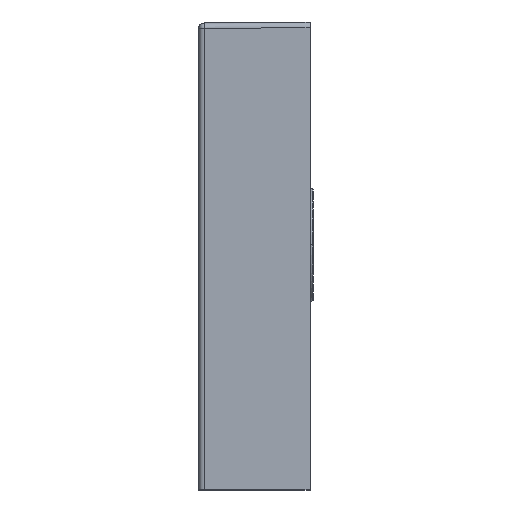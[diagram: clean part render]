
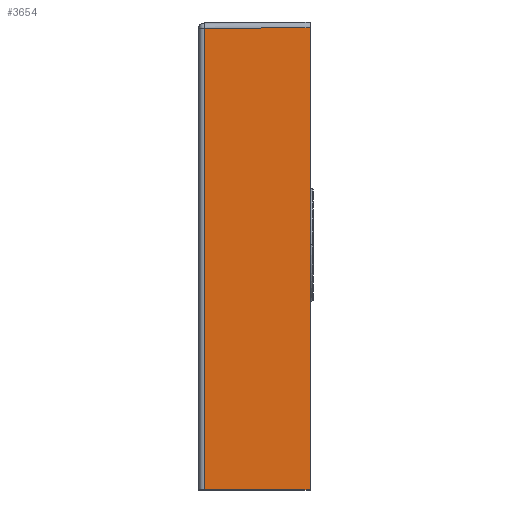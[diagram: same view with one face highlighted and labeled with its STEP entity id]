
A CAD part, left-side view. The second image highlights one B-rep face of the part: STEP entity #3654.
In plain terms, the highlighted planar face has unit normal (-1, 0.009, 0).
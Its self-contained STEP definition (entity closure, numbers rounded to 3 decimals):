
#40 = EDGE_CURVE ( 'NONE', #5141, #3493, #5978, .T. ) ;
#257 = VERTEX_POINT ( 'NONE', #6443 ) ;
#419 = PLANE ( 'NONE',  #2283 ) ;
#528 = CARTESIAN_POINT ( 'NONE',  ( -499.171, -4.956, -220. ) ) ;
#640 = CARTESIAN_POINT ( 'NONE',  ( -499.171, -4.956, 194.171 ) ) ;
#1207 = CARTESIAN_POINT ( 'NONE',  ( -499.968, -96.379, 194.969 ) ) ;
#1284 = LINE ( 'NONE', #3407, #2405 ) ;
#1291 = CARTESIAN_POINT ( 'NONE',  ( -500.262, -129.998, -220. ) ) ;
#2283 = AXIS2_PLACEMENT_3D ( 'NONE', #2534, #4665, #6790 ) ;
#2301 = VECTOR ( 'NONE', #2646, 1000. ) ;
#2405 = VECTOR ( 'NONE', #5534, 1000. ) ;
#2534 = CARTESIAN_POINT ( 'NONE',  ( -500., -100., -220. ) ) ;
#2646 = DIRECTION ( 'NONE',  ( 0., 0., -1. ) ) ;
#2799 = ORIENTED_EDGE ( 'NONE', *, *, #6845, .T. ) ;
#2889 = VECTOR ( 'NONE', #3324, 1000. ) ;
#3324 = DIRECTION ( 'NONE',  ( 0.009, 1., -0.009 ) ) ;
#3407 = CARTESIAN_POINT ( 'NONE',  ( -500., -100., -220. ) ) ;
#3415 = DIRECTION ( 'NONE',  ( 0.009, 1., 0. ) ) ;
#3493 = VERTEX_POINT ( 'NONE', #640 ) ;
#3582 = FACE_OUTER_BOUND ( 'NONE', #6314, .T. ) ;
#3654 = ADVANCED_FACE ( 'NONE', ( #3582 ), #419, .T. ) ;
#4072 = VECTOR ( 'NONE', #3415, 1000. ) ;
#4390 = EDGE_CURVE ( 'NONE', #257, #4999, #6064, .T. ) ;
#4665 = DIRECTION ( 'NONE',  ( -1., 0.009, 0. ) ) ;
#4999 = VERTEX_POINT ( 'NONE', #6519 ) ;
#5141 = VERTEX_POINT ( 'NONE', #6166 ) ;
#5300 = LINE ( 'NONE', #528, #2301 ) ;
#5533 = EDGE_CURVE ( 'NONE', #5141, #257, #1284, .T. ) ;
#5534 = DIRECTION ( 'NONE',  ( 0., 0., -1. ) ) ;
#5847 = ORIENTED_EDGE ( 'NONE', *, *, #5533, .F. ) ;
#5873 = ORIENTED_EDGE ( 'NONE', *, *, #4390, .F. ) ;
#5978 = LINE ( 'NONE', #1207, #2889 ) ;
#6064 = LINE ( 'NONE', #1291, #4072 ) ;
#6166 = CARTESIAN_POINT ( 'NONE',  ( -500., -100., 195. ) ) ;
#6314 = EDGE_LOOP ( 'NONE', ( #6334, #2799, #5873, #5847 ) ) ;
#6334 = ORIENTED_EDGE ( 'NONE', *, *, #40, .T. ) ;
#6443 = CARTESIAN_POINT ( 'NONE',  ( -500., -100., -220. ) ) ;
#6519 = CARTESIAN_POINT ( 'NONE',  ( -499.171, -4.956, -220. ) ) ;
#6790 = DIRECTION ( 'NONE',  ( -0.009, -1., 0. ) ) ;
#6845 = EDGE_CURVE ( 'NONE', #3493, #4999, #5300, .T. ) ;
